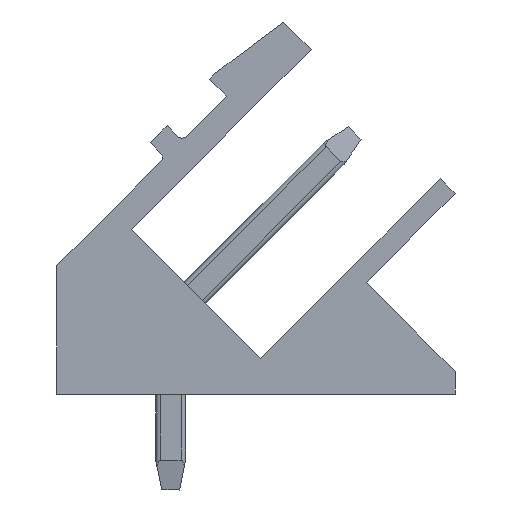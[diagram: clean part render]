
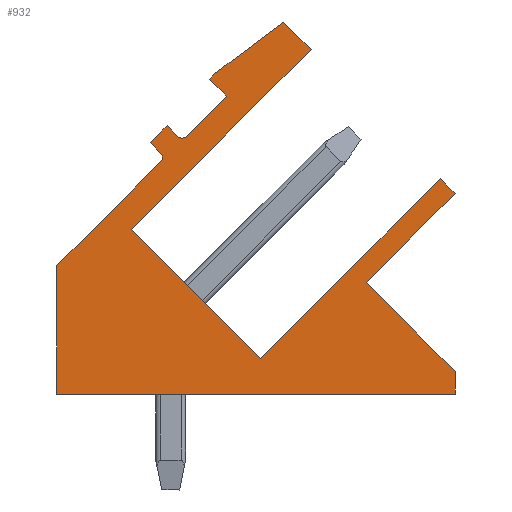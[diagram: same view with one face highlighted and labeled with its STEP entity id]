
A CAD part, left-side view. The second image highlights one B-rep face of the part: STEP entity #932.
In plain terms, the highlighted planar face has unit normal (-1, 0, 0).
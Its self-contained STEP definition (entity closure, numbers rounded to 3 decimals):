
#441=AXIS2_PLACEMENT_3D('Circle Axis2P3D',#439,#440,$) ;
#565=AXIS2_PLACEMENT_3D('Circle Axis2P3D',#563,#564,$) ;
#908=AXIS2_PLACEMENT_3D('Plane Axis2P3D',#905,#906,#907) ;
#49=CARTESIAN_POINT('Vertex',(0.,6.505,4.385)) ;
#52=CARTESIAN_POINT('Line Origine',(0.,3.5,7.39)) ;
#56=CARTESIAN_POINT('Vertex',(0.,0.495,10.395)) ;
#87=CARTESIAN_POINT('Vertex',(0.,10.819,8.698)) ;
#90=CARTESIAN_POINT('Line Origine',(0.,8.662,6.541)) ;
#250=CARTESIAN_POINT('Vertex',(0.,4.808,14.708)) ;
#253=CARTESIAN_POINT('Line Origine',(0.,7.814,11.703)) ;
#281=CARTESIAN_POINT('Vertex',(0.,5.728,15.628)) ;
#284=CARTESIAN_POINT('Line Origine',(0.,5.268,15.168)) ;
#312=CARTESIAN_POINT('Vertex',(0.,7.99,13.931)) ;
#315=CARTESIAN_POINT('Line Origine',(0.,6.859,14.779)) ;
#343=CARTESIAN_POINT('Vertex',(0.,8.202,13.718)) ;
#346=CARTESIAN_POINT('Line Origine',(0.,8.096,13.824)) ;
#374=CARTESIAN_POINT('Vertex',(0.,7.637,13.153)) ;
#377=CARTESIAN_POINT('Line Origine',(0.,7.92,13.436)) ;
#405=CARTESIAN_POINT('Vertex',(0.,8.98,11.809)) ;
#408=CARTESIAN_POINT('Line Origine',(0.,8.309,12.481)) ;
#436=CARTESIAN_POINT('Vertex',(0.,9.263,11.809)) ;
#439=CARTESIAN_POINT('Axis2P3D Location',(0.,9.122,11.951)) ;
#467=CARTESIAN_POINT('Vertex',(0.,9.617,12.163)) ;
#470=CARTESIAN_POINT('Line Origine',(0.,9.44,11.986)) ;
#498=CARTESIAN_POINT('Vertex',(0.,10.182,11.597)) ;
#501=CARTESIAN_POINT('Line Origine',(0.,9.899,11.88)) ;
#529=CARTESIAN_POINT('Vertex',(0.,9.829,11.244)) ;
#532=CARTESIAN_POINT('Line Origine',(0.,10.006,11.42)) ;
#560=CARTESIAN_POINT('Vertex',(0.,9.829,10.961)) ;
#563=CARTESIAN_POINT('Axis2P3D Location',(0.,9.97,11.102)) ;
#586=CARTESIAN_POINT('Vertex',(0.,13.3,7.489)) ;
#589=CARTESIAN_POINT('Line Origine',(0.,11.564,9.225)) ;
#617=CARTESIAN_POINT('Vertex',(0.,13.3,3.2)) ;
#620=CARTESIAN_POINT('Line Origine',(0.,13.3,5.345)) ;
#648=CARTESIAN_POINT('Vertex',(0.,0.,3.2)) ;
#651=CARTESIAN_POINT('Line Origine',(0.,6.65,3.2)) ;
#811=CARTESIAN_POINT('Vertex',(0.,0.,3.96)) ;
#814=CARTESIAN_POINT('Line Origine',(0.,0.,3.58)) ;
#842=CARTESIAN_POINT('Vertex',(0.,2.97,6.93)) ;
#845=CARTESIAN_POINT('Line Origine',(0.,1.485,5.445)) ;
#873=CARTESIAN_POINT('Vertex',(0.,0.,9.9)) ;
#876=CARTESIAN_POINT('Line Origine',(0.,1.485,8.415)) ;
#893=CARTESIAN_POINT('Line Origine',(0.,0.247,10.147)) ;
#905=CARTESIAN_POINT('Axis2P3D Location',(0.,0.,0.)) ;
#53=DIRECTION('Vector Direction',(0.,0.707,-0.707)) ;
#91=DIRECTION('Vector Direction',(0.,-0.707,-0.707)) ;
#254=DIRECTION('Vector Direction',(0.,-0.707,0.707)) ;
#285=DIRECTION('Vector Direction',(0.,-0.707,-0.707)) ;
#316=DIRECTION('Vector Direction',(0.,-0.8,0.6)) ;
#347=DIRECTION('Vector Direction',(0.,-0.707,0.707)) ;
#378=DIRECTION('Vector Direction',(0.,0.707,0.707)) ;
#409=DIRECTION('Vector Direction',(0.,-0.707,0.707)) ;
#440=DIRECTION('Axis2P3D Direction',(-1.,0.,0.)) ;
#471=DIRECTION('Vector Direction',(0.,-0.707,-0.707)) ;
#502=DIRECTION('Vector Direction',(0.,-0.707,0.707)) ;
#533=DIRECTION('Vector Direction',(0.,0.707,0.707)) ;
#564=DIRECTION('Axis2P3D Direction',(-1.,0.,0.)) ;
#590=DIRECTION('Vector Direction',(0.,-0.707,0.707)) ;
#621=DIRECTION('Vector Direction',(0.,0.,1.)) ;
#652=DIRECTION('Vector Direction',(0.,1.,0.)) ;
#815=DIRECTION('Vector Direction',(0.,0.,-1.)) ;
#846=DIRECTION('Vector Direction',(0.,-0.707,-0.707)) ;
#877=DIRECTION('Vector Direction',(0.,0.707,-0.707)) ;
#894=DIRECTION('Vector Direction',(0.,-0.707,-0.707)) ;
#906=DIRECTION('Axis2P3D Direction',(-1.,0.,0.)) ;
#907=DIRECTION('Axis2P3D XDirection',(0.,0.,1.)) ;
#54=VECTOR('Line Direction',#53,1.) ;
#92=VECTOR('Line Direction',#91,1.) ;
#255=VECTOR('Line Direction',#254,1.) ;
#286=VECTOR('Line Direction',#285,1.) ;
#317=VECTOR('Line Direction',#316,1.) ;
#348=VECTOR('Line Direction',#347,1.) ;
#379=VECTOR('Line Direction',#378,1.) ;
#410=VECTOR('Line Direction',#409,1.) ;
#472=VECTOR('Line Direction',#471,1.) ;
#503=VECTOR('Line Direction',#502,1.) ;
#534=VECTOR('Line Direction',#533,1.) ;
#591=VECTOR('Line Direction',#590,1.) ;
#622=VECTOR('Line Direction',#621,1.) ;
#653=VECTOR('Line Direction',#652,1.) ;
#816=VECTOR('Line Direction',#815,1.) ;
#847=VECTOR('Line Direction',#846,1.) ;
#878=VECTOR('Line Direction',#877,1.) ;
#895=VECTOR('Line Direction',#894,1.) ;
#911=ORIENTED_EDGE('',*,*,#58,.T.) ;
#912=ORIENTED_EDGE('',*,*,#94,.T.) ;
#913=ORIENTED_EDGE('',*,*,#257,.T.) ;
#914=ORIENTED_EDGE('',*,*,#288,.T.) ;
#915=ORIENTED_EDGE('',*,*,#319,.T.) ;
#916=ORIENTED_EDGE('',*,*,#350,.T.) ;
#917=ORIENTED_EDGE('',*,*,#381,.T.) ;
#918=ORIENTED_EDGE('',*,*,#412,.T.) ;
#919=ORIENTED_EDGE('',*,*,#443,.T.) ;
#920=ORIENTED_EDGE('',*,*,#474,.T.) ;
#921=ORIENTED_EDGE('',*,*,#505,.T.) ;
#922=ORIENTED_EDGE('',*,*,#536,.T.) ;
#923=ORIENTED_EDGE('',*,*,#567,.T.) ;
#924=ORIENTED_EDGE('',*,*,#593,.T.) ;
#925=ORIENTED_EDGE('',*,*,#624,.T.) ;
#926=ORIENTED_EDGE('',*,*,#655,.T.) ;
#927=ORIENTED_EDGE('',*,*,#818,.T.) ;
#928=ORIENTED_EDGE('',*,*,#849,.T.) ;
#929=ORIENTED_EDGE('',*,*,#880,.T.) ;
#930=ORIENTED_EDGE('',*,*,#897,.T.) ;
#932=ADVANCED_FACE('Housing',(#931),#909,.T.) ;
#442=CIRCLE('generated circle',#441,0.2) ;
#566=CIRCLE('generated circle',#565,0.2) ;
#58=EDGE_CURVE('',#57,#50,#55,.T.) ;
#94=EDGE_CURVE('',#50,#88,#93,.F.) ;
#257=EDGE_CURVE('',#88,#251,#256,.T.) ;
#288=EDGE_CURVE('',#251,#282,#287,.F.) ;
#319=EDGE_CURVE('',#282,#313,#318,.F.) ;
#350=EDGE_CURVE('',#313,#344,#349,.F.) ;
#381=EDGE_CURVE('',#344,#375,#380,.F.) ;
#412=EDGE_CURVE('',#375,#406,#411,.F.) ;
#443=EDGE_CURVE('',#406,#437,#442,.F.) ;
#474=EDGE_CURVE('',#437,#468,#473,.F.) ;
#505=EDGE_CURVE('',#468,#499,#504,.F.) ;
#536=EDGE_CURVE('',#499,#530,#535,.F.) ;
#567=EDGE_CURVE('',#530,#561,#566,.F.) ;
#593=EDGE_CURVE('',#561,#587,#592,.F.) ;
#624=EDGE_CURVE('',#587,#618,#623,.F.) ;
#655=EDGE_CURVE('',#618,#649,#654,.F.) ;
#818=EDGE_CURVE('',#649,#812,#817,.F.) ;
#849=EDGE_CURVE('',#812,#843,#848,.F.) ;
#880=EDGE_CURVE('',#843,#874,#879,.F.) ;
#897=EDGE_CURVE('',#874,#57,#896,.F.) ;
#910=EDGE_LOOP('',(#911,#912,#913,#914,#915,#916,#917,#918,#919,#920,#921,#922,#923,#924,#925,#926,#927,#928,#929,#930)) ;
#931=FACE_OUTER_BOUND('',#910,.T.) ;
#55=LINE('Line',#52,#54) ;
#93=LINE('Line',#90,#92) ;
#256=LINE('Line',#253,#255) ;
#287=LINE('Line',#284,#286) ;
#318=LINE('Line',#315,#317) ;
#349=LINE('Line',#346,#348) ;
#380=LINE('Line',#377,#379) ;
#411=LINE('Line',#408,#410) ;
#473=LINE('Line',#470,#472) ;
#504=LINE('Line',#501,#503) ;
#535=LINE('Line',#532,#534) ;
#592=LINE('Line',#589,#591) ;
#623=LINE('Line',#620,#622) ;
#654=LINE('Line',#651,#653) ;
#817=LINE('Line',#814,#816) ;
#848=LINE('Line',#845,#847) ;
#879=LINE('Line',#876,#878) ;
#896=LINE('Line',#893,#895) ;
#909=PLANE('',#908) ;
#50=VERTEX_POINT('',#49) ;
#57=VERTEX_POINT('',#56) ;
#88=VERTEX_POINT('',#87) ;
#251=VERTEX_POINT('',#250) ;
#282=VERTEX_POINT('',#281) ;
#313=VERTEX_POINT('',#312) ;
#344=VERTEX_POINT('',#343) ;
#375=VERTEX_POINT('',#374) ;
#406=VERTEX_POINT('',#405) ;
#437=VERTEX_POINT('',#436) ;
#468=VERTEX_POINT('',#467) ;
#499=VERTEX_POINT('',#498) ;
#530=VERTEX_POINT('',#529) ;
#561=VERTEX_POINT('',#560) ;
#587=VERTEX_POINT('',#586) ;
#618=VERTEX_POINT('',#617) ;
#649=VERTEX_POINT('',#648) ;
#812=VERTEX_POINT('',#811) ;
#843=VERTEX_POINT('',#842) ;
#874=VERTEX_POINT('',#873) ;
